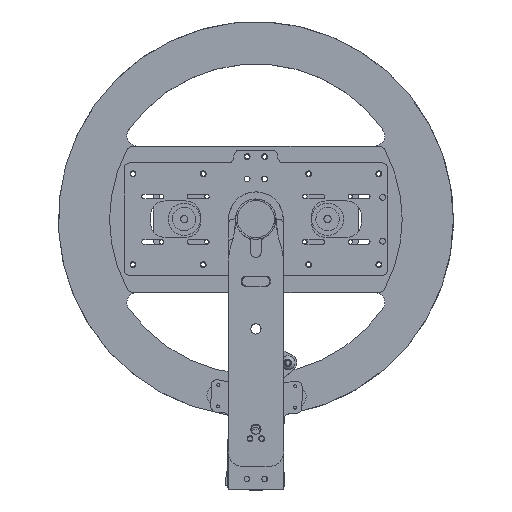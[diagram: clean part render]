
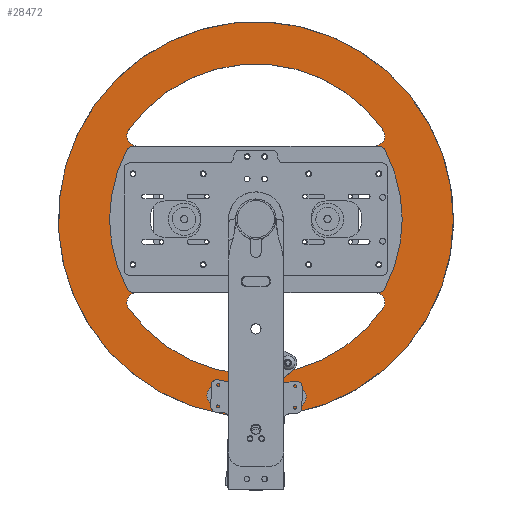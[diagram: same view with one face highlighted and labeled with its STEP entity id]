
A CAD part, top view. The second image highlights one B-rep face of the part: STEP entity #28472.
In plain terms, the highlighted planar face has unit normal (0, 0, 1).
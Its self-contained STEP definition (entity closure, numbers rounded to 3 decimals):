
#898=PLANE('',#32888);
#2297=LINE('',#53249,#3883);
#2301=LINE('',#53258,#3887);
#2305=LINE('',#53266,#3891);
#2309=LINE('',#53275,#3895);
#3883=VECTOR('',#41842,1000.);
#3887=VECTOR('',#41846,1000.);
#3891=VECTOR('',#41852,1000.);
#3895=VECTOR('',#41856,1000.);
#11771=ORIENTED_EDGE('',*,*,#16216,.F.);
#11772=ORIENTED_EDGE('',*,*,#16331,.T.);
#11773=ORIENTED_EDGE('',*,*,#16332,.T.);
#11774=ORIENTED_EDGE('',*,*,#16333,.T.);
#11775=ORIENTED_EDGE('',*,*,#16204,.F.);
#11776=ORIENTED_EDGE('',*,*,#16334,.T.);
#11777=ORIENTED_EDGE('',*,*,#16329,.F.);
#11778=ORIENTED_EDGE('',*,*,#16335,.T.);
#11779=ORIENTED_EDGE('',*,*,#16208,.F.);
#11780=ORIENTED_EDGE('',*,*,#16336,.T.);
#11781=ORIENTED_EDGE('',*,*,#16337,.T.);
#11782=ORIENTED_EDGE('',*,*,#16338,.T.);
#11783=ORIENTED_EDGE('',*,*,#16212,.F.);
#11784=ORIENTED_EDGE('',*,*,#16339,.T.);
#11785=ORIENTED_EDGE('',*,*,#16326,.F.);
#11786=ORIENTED_EDGE('',*,*,#16340,.T.);
#11787=ORIENTED_EDGE('',*,*,#16199,.T.);
#16199=EDGE_CURVE('',#19256,#19256,#21849,.T.);
#16204=EDGE_CURVE('',#19261,#19262,#2297,.T.);
#16208=EDGE_CURVE('',#19265,#19266,#2301,.T.);
#16212=EDGE_CURVE('',#19269,#19270,#2305,.T.);
#16216=EDGE_CURVE('',#19273,#19274,#2309,.T.);
#16326=EDGE_CURVE('',#19357,#19358,#21918,.T.);
#16329=EDGE_CURVE('',#19359,#19360,#21919,.T.);
#16331=EDGE_CURVE('',#19273,#19361,#21920,.F.);
#16332=EDGE_CURVE('',#19361,#19362,#21921,.T.);
#16333=EDGE_CURVE('',#19362,#19262,#21922,.F.);
#16334=EDGE_CURVE('',#19261,#19360,#21923,.F.);
#16335=EDGE_CURVE('',#19359,#19266,#21924,.F.);
#16336=EDGE_CURVE('',#19265,#19363,#21925,.F.);
#16337=EDGE_CURVE('',#19363,#19364,#21926,.T.);
#16338=EDGE_CURVE('',#19364,#19270,#21927,.F.);
#16339=EDGE_CURVE('',#19269,#19358,#21928,.F.);
#16340=EDGE_CURVE('',#19357,#19274,#21929,.F.);
#19256=VERTEX_POINT('',#53239);
#19261=VERTEX_POINT('',#53250);
#19262=VERTEX_POINT('',#53251);
#19265=VERTEX_POINT('',#53257);
#19266=VERTEX_POINT('',#53259);
#19269=VERTEX_POINT('',#53267);
#19270=VERTEX_POINT('',#53268);
#19273=VERTEX_POINT('',#53274);
#19274=VERTEX_POINT('',#53276);
#19357=VERTEX_POINT('',#53499);
#19358=VERTEX_POINT('',#53501);
#19359=VERTEX_POINT('',#53505);
#19360=VERTEX_POINT('',#53507);
#19361=VERTEX_POINT('',#53511);
#19362=VERTEX_POINT('',#53513);
#19363=VERTEX_POINT('',#53518);
#19364=VERTEX_POINT('',#53520);
#21849=CIRCLE('',#32783,135.);
#21918=CIRCLE('',#32885,106.162);
#21919=CIRCLE('',#32887,106.162);
#21920=CIRCLE('',#32889,5.);
#21921=CIRCLE('',#32890,100.);
#21922=CIRCLE('',#32891,5.);
#21923=CIRCLE('',#32892,7.);
#21924=CIRCLE('',#32893,7.);
#21925=CIRCLE('',#32894,5.);
#21926=CIRCLE('',#32895,100.);
#21927=CIRCLE('',#32896,5.);
#21928=CIRCLE('',#32897,7.);
#21929=CIRCLE('',#32898,7.);
#23714=EDGE_LOOP('',(#11771,#11772,#11773,#11774,#11775,#11776,#11777,#11778,
#11779,#11780,#11781,#11782,#11783,#11784,#11785,#11786));
#23715=EDGE_LOOP('',(#11787));
#25656=FACE_BOUND('',#23714,.T.);
#25657=FACE_BOUND('',#23715,.T.);
#28472=ADVANCED_FACE('',(#25656,#25657),#898,.T.);
#32783=AXIS2_PLACEMENT_3D('',#53238,#41832,#41833);
#32885=AXIS2_PLACEMENT_3D('',#53500,#42094,#42095);
#32887=AXIS2_PLACEMENT_3D('',#53506,#42100,#42101);
#32888=AXIS2_PLACEMENT_3D('',#53509,#42103,#42104);
#32889=AXIS2_PLACEMENT_3D('',#53510,#42105,#42106);
#32890=AXIS2_PLACEMENT_3D('',#53512,#42107,#42108);
#32891=AXIS2_PLACEMENT_3D('',#53514,#42109,#42110);
#32892=AXIS2_PLACEMENT_3D('',#53515,#42111,#42112);
#32893=AXIS2_PLACEMENT_3D('',#53516,#42113,#42114);
#32894=AXIS2_PLACEMENT_3D('',#53517,#42115,#42116);
#32895=AXIS2_PLACEMENT_3D('',#53519,#42117,#42118);
#32896=AXIS2_PLACEMENT_3D('',#53521,#42119,#42120);
#32897=AXIS2_PLACEMENT_3D('',#53522,#42121,#42122);
#32898=AXIS2_PLACEMENT_3D('',#53523,#42123,#42124);
#41832=DIRECTION('',(0.,0.,1.));
#41833=DIRECTION('',(1.,0.,0.));
#41842=DIRECTION('',(1.,0.,0.));
#41846=DIRECTION('',(1.,0.,0.));
#41852=DIRECTION('',(-1.,0.,0.));
#41856=DIRECTION('',(-1.,0.,0.));
#42094=DIRECTION('',(0.,0.,1.));
#42095=DIRECTION('',(1.,0.,0.));
#42100=DIRECTION('',(0.,0.,1.));
#42101=DIRECTION('',(1.,0.,0.));
#42103=DIRECTION('',(0.,0.,1.));
#42104=DIRECTION('',(1.,0.,0.));
#42105=DIRECTION('',(0.,0.,1.));
#42106=DIRECTION('',(1.,0.,0.));
#42107=DIRECTION('',(0.,0.,-1.));
#42108=DIRECTION('',(1.,0.,0.));
#42109=DIRECTION('',(0.,0.,1.));
#42110=DIRECTION('',(1.,0.,0.));
#42111=DIRECTION('',(0.,0.,1.));
#42112=DIRECTION('',(1.,0.,0.));
#42113=DIRECTION('',(0.,0.,1.));
#42114=DIRECTION('',(1.,0.,0.));
#42115=DIRECTION('',(0.,0.,1.));
#42116=DIRECTION('',(1.,0.,0.));
#42117=DIRECTION('',(0.,0.,-1.));
#42118=DIRECTION('',(1.,0.,0.));
#42119=DIRECTION('',(0.,0.,1.));
#42120=DIRECTION('',(1.,0.,0.));
#42121=DIRECTION('',(0.,0.,1.));
#42122=DIRECTION('',(1.,0.,0.));
#42123=DIRECTION('',(0.,0.,1.));
#42124=DIRECTION('',(1.,0.,0.));
#53238=CARTESIAN_POINT('',(0.,0.,-9.));
#53239=CARTESIAN_POINT('',(135.,0.,-9.));
#53249=CARTESIAN_POINT('',(0.,-50.,-9.));
#53250=CARTESIAN_POINT('',(81.142,-50.,-9.));
#53251=CARTESIAN_POINT('',(83.666,-50.,-9.));
#53257=CARTESIAN_POINT('',(-83.666,-50.,-9.));
#53258=CARTESIAN_POINT('',(0.,-50.,-9.));
#53259=CARTESIAN_POINT('',(-81.142,-50.,-9.));
#53266=CARTESIAN_POINT('',(0.,50.,-9.));
#53267=CARTESIAN_POINT('',(-81.142,50.,-9.));
#53268=CARTESIAN_POINT('',(-83.666,50.,-9.));
#53274=CARTESIAN_POINT('',(83.666,50.,-9.));
#53275=CARTESIAN_POINT('',(0.,50.,-9.));
#53276=CARTESIAN_POINT('',(81.142,50.,-9.));
#53499=CARTESIAN_POINT('',(86.87,61.024,-9.));
#53500=CARTESIAN_POINT('',(0.,0.,-9.));
#53501=CARTESIAN_POINT('',(-86.87,61.024,-9.));
#53505=CARTESIAN_POINT('',(-86.87,-61.024,-9.));
#53506=CARTESIAN_POINT('',(0.,0.,-9.));
#53507=CARTESIAN_POINT('',(86.87,-61.024,-9.));
#53509=CARTESIAN_POINT('',(0.,0.,-9.));
#53510=CARTESIAN_POINT('',(83.666,45.,-9.));
#53511=CARTESIAN_POINT('',(88.069,47.368,-9.));
#53512=CARTESIAN_POINT('',(0.,0.,-9.));
#53513=CARTESIAN_POINT('',(88.069,-47.368,-9.));
#53514=CARTESIAN_POINT('',(83.666,-45.,-9.));
#53515=CARTESIAN_POINT('',(81.142,-57.,-9.));
#53516=CARTESIAN_POINT('',(-81.142,-57.,-9.));
#53517=CARTESIAN_POINT('',(-83.666,-45.,-9.));
#53518=CARTESIAN_POINT('',(-88.069,-47.368,-9.));
#53519=CARTESIAN_POINT('',(0.,0.,-9.));
#53520=CARTESIAN_POINT('',(-88.069,47.368,-9.));
#53521=CARTESIAN_POINT('',(-83.666,45.,-9.));
#53522=CARTESIAN_POINT('',(-81.142,57.,-9.));
#53523=CARTESIAN_POINT('',(81.142,57.,-9.));
